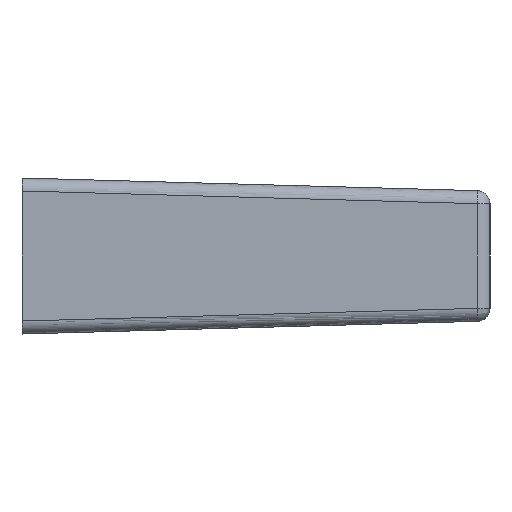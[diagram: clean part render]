
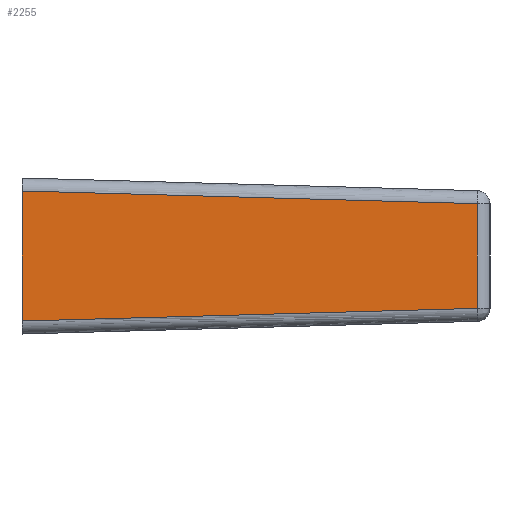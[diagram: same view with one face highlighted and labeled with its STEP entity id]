
A CAD part, left-side view. The second image highlights one B-rep face of the part: STEP entity #2255.
In plain terms, the highlighted free-form (B-spline) face has degree [1, 1] with [2, 2] control points.
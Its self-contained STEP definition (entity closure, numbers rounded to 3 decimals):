
#1187=CARTESIAN_POINT('',(-69.027,-24.476,6.002));
#1188=VERTEX_POINT('',#1187);
#1288=CARTESIAN_POINT('',(-69.027,-24.476,14.057));
#1289=VERTEX_POINT('',#1288);
#1300=CARTESIAN_POINT('',(-69.027,-24.476,6.002));
#1301=CARTESIAN_POINT('',(-69.027,-24.476,14.057));
#1302=QUASI_UNIFORM_CURVE('',1,(#1300,#1301),.UNSPECIFIED.,.F.,.U.);
#1303=EDGE_CURVE('',#1188,#1289,#1302,.T.);
#1326=CARTESIAN_POINT('',(-70.0,10.552,5.029));
#1327=VERTEX_POINT('',#1326);
#1344=CARTESIAN_POINT('',(-70.0,10.552,5.029));
#1345=CARTESIAN_POINT('',(-69.027,-24.476,6.002));
#1346=QUASI_UNIFORM_CURVE('',1,(#1344,#1345),.UNSPECIFIED.,.F.,.U.);
#1347=EDGE_CURVE('',#1327,#1188,#1346,.T.);
#1413=CARTESIAN_POINT('',(-70.0,10.552,15.03));
#1414=VERTEX_POINT('',#1413);
#1425=CARTESIAN_POINT('',(-69.027,-24.476,14.057));
#1426=CARTESIAN_POINT('',(-70.0,10.552,15.03));
#1427=QUASI_UNIFORM_CURVE('',1,(#1425,#1426),.UNSPECIFIED.,.F.,.U.);
#1428=EDGE_CURVE('',#1289,#1414,#1427,.T.);
#2221=CARTESIAN_POINT('',(-70.0,10.552,15.03));
#2222=CARTESIAN_POINT('',(-70.0,10.552,5.029));
#2223=QUASI_UNIFORM_CURVE('',1,(#2221,#2222),.UNSPECIFIED.,.F.,.U.);
#2224=EDGE_CURVE('',#1414,#1327,#2223,.T.);
#2244=CARTESIAN_POINT('',(-68.978,-26.226,4.53));
#2245=CARTESIAN_POINT('',(-70.049,12.301,4.53));
#2246=CARTESIAN_POINT('',(-68.978,-26.226,15.53));
#2247=CARTESIAN_POINT('',(-70.049,12.301,15.53));
#2248=B_SPLINE_SURFACE_WITH_KNOTS('',1,1,((#2244,#2246),(#2245,#2247)),.UNSPECIFIED.,.F.,.F.,.U.,(2,2),(2,2),(0.0,38.542),(0.0,11.),.UNSPECIFIED.);
#2249=ORIENTED_EDGE('',*,*,#1303,.T.);
#2250=ORIENTED_EDGE('',*,*,#1428,.T.);
#2251=ORIENTED_EDGE('',*,*,#2224,.T.);
#2252=ORIENTED_EDGE('',*,*,#1347,.T.);
#2253=EDGE_LOOP('',(#2249,#2250,#2251,#2252));
#2254=FACE_OUTER_BOUND('',#2253,.T.);
#2255=ADVANCED_FACE('',(#2254),#2248,.F.);
